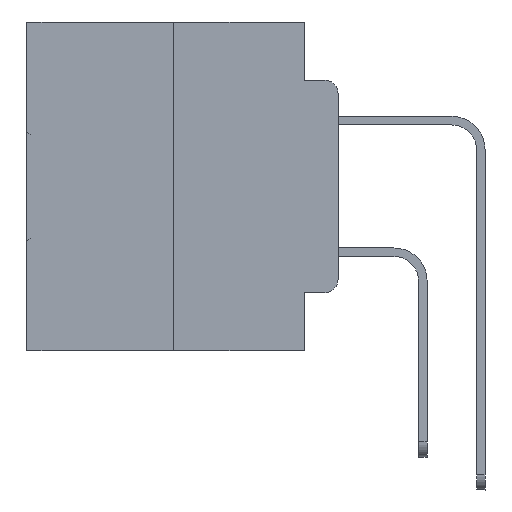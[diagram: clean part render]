
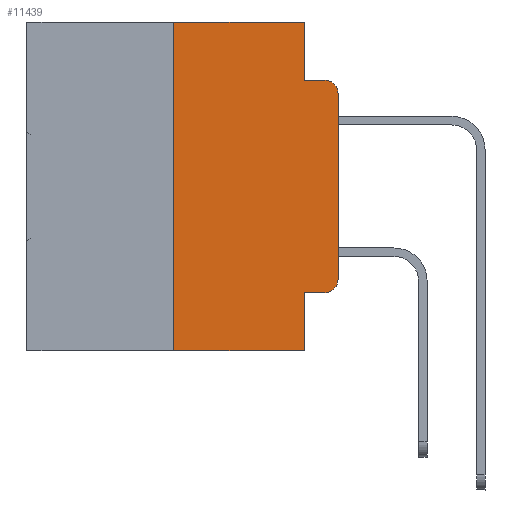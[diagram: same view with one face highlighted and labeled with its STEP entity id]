
A CAD part, left-side view. The second image highlights one B-rep face of the part: STEP entity #11439.
In plain terms, the highlighted planar face has unit normal (-1, 0, 0).
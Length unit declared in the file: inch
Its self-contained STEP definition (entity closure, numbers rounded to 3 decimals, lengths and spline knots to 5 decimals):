
#266 = VECTOR ( 'NONE', #26372, 39.37008 ) ;
#464 = CARTESIAN_POINT ( 'NONE',  ( 0., 0., -0.3915 ) ) ;
#1643 = VERTEX_POINT ( 'NONE', #26765 ) ;
#2528 = CARTESIAN_POINT ( 'NONE',  ( 0., 0.051, -0.0885 ) ) ;
#2529 = CARTESIAN_POINT ( 'NONE',  ( 0., 0., -0.1085 ) ) ;
#2859 = VECTOR ( 'NONE', #12472, 39.37008 ) ;
#3343 = EDGE_CURVE ( 'NONE', #27869, #15267, #26388, .T. ) ;
#3371 = CARTESIAN_POINT ( 'NONE',  ( 0., 0.02, -0.4115 ) ) ;
#4051 = DIRECTION ( 'NONE',  ( 0., 0., -1. ) ) ;
#4171 = CARTESIAN_POINT ( 'NONE',  ( 0., 0.25, -0.5 ) ) ;
#4279 = ORIENTED_EDGE ( 'NONE', *, *, #9129, .F. ) ;
#4283 = AXIS2_PLACEMENT_3D ( 'NONE', #6293, #16430, #5944 ) ;
#5007 = AXIS2_PLACEMENT_3D ( 'NONE', #32225, #16617, #31886 ) ;
#5619 = ORIENTED_EDGE ( 'NONE', *, *, #26796, .F. ) ;
#5750 = VERTEX_POINT ( 'NONE', #18231 ) ;
#5944 = DIRECTION ( 'NONE',  ( 0., 0., -1. ) ) ;
#6020 = ORIENTED_EDGE ( 'NONE', *, *, #20686, .T. ) ;
#6239 = VECTOR ( 'NONE', #10433, 39.37008 ) ;
#6293 = CARTESIAN_POINT ( 'NONE',  ( 0., 0.02, -0.3915 ) ) ;
#6576 = ORIENTED_EDGE ( 'NONE', *, *, #12656, .T. ) ;
#6968 = PLANE ( 'NONE',  #33439 ) ;
#7638 = CARTESIAN_POINT ( 'NONE',  ( 0., 0., 0. ) ) ;
#7752 = ORIENTED_EDGE ( 'NONE', *, *, #3343, .F. ) ;
#8758 = CARTESIAN_POINT ( 'NONE',  ( 0., 0.051, 0. ) ) ;
#8940 = EDGE_CURVE ( 'NONE', #12434, #15267, #28038, .T. ) ;
#9079 = VECTOR ( 'NONE', #29206, 39.37008 ) ;
#9129 = EDGE_CURVE ( 'NONE', #13910, #27869, #28255, .T. ) ;
#9165 = DIRECTION ( 'NONE',  ( 0., -1., 0. ) ) ;
#9764 = CARTESIAN_POINT ( 'NONE',  ( 0., 0.051, -0.0885 ) ) ;
#9949 = VERTEX_POINT ( 'NONE', #4171 ) ;
#10433 = DIRECTION ( 'NONE',  ( 0., -1., 0. ) ) ;
#11439 = ADVANCED_FACE ( 'NONE', ( #28077 ), #6968, .F. ) ;
#11748 = CARTESIAN_POINT ( 'NONE',  ( 0., 0.25, 0. ) ) ;
#12078 = LINE ( 'NONE', #22053, #23162 ) ;
#12434 = VERTEX_POINT ( 'NONE', #2529 ) ;
#12472 = DIRECTION ( 'NONE',  ( 0., 0., -1. ) ) ;
#12656 = EDGE_CURVE ( 'NONE', #25711, #23872, #29863, .T. ) ;
#13910 = VERTEX_POINT ( 'NONE', #8758 ) ;
#13966 = ORIENTED_EDGE ( 'NONE', *, *, #24834, .T. ) ;
#14106 = VECTOR ( 'NONE', #26871, 39.37008 ) ;
#14720 = CARTESIAN_POINT ( 'NONE',  ( 0., 0.051, 0. ) ) ;
#14876 = CARTESIAN_POINT ( 'NONE',  ( 0., 0.473, 0. ) ) ;
#15267 = VERTEX_POINT ( 'NONE', #23962 ) ;
#16430 = DIRECTION ( 'NONE',  ( -1., 0., 0. ) ) ;
#16617 = DIRECTION ( 'NONE',  ( -1., 0., 0. ) ) ;
#17538 = VERTEX_POINT ( 'NONE', #17713 ) ;
#17713 = CARTESIAN_POINT ( 'NONE',  ( 0., 0.051, -0.4115 ) ) ;
#18231 = CARTESIAN_POINT ( 'NONE',  ( 0., 0.25, 0. ) ) ;
#18263 = LINE ( 'NONE', #23896, #9079 ) ;
#18842 = LINE ( 'NONE', #29283, #266 ) ;
#20002 = LINE ( 'NONE', #24971, #20093 ) ;
#20093 = VECTOR ( 'NONE', #25138, 39.37008 ) ;
#20411 = ORIENTED_EDGE ( 'NONE', *, *, #32391, .T. ) ;
#20686 = EDGE_CURVE ( 'NONE', #9949, #1643, #12078, .T. ) ;
#20711 = LINE ( 'NONE', #7638, #20856 ) ;
#20856 = VECTOR ( 'NONE', #26171, 39.37008 ) ;
#22053 = CARTESIAN_POINT ( 'NONE',  ( 0., 0.473, -0.5 ) ) ;
#22582 = EDGE_CURVE ( 'NONE', #17538, #1643, #18842, .T. ) ;
#23162 = VECTOR ( 'NONE', #9165, 39.37008 ) ;
#23872 = VERTEX_POINT ( 'NONE', #464 ) ;
#23896 = CARTESIAN_POINT ( 'NONE',  ( 0., 0.051, -0.4115 ) ) ;
#23962 = CARTESIAN_POINT ( 'NONE',  ( 0., 0.02, -0.0885 ) ) ;
#24834 = EDGE_CURVE ( 'NONE', #17538, #25711, #18263, .T. ) ;
#24971 = CARTESIAN_POINT ( 'NONE',  ( 0., 0.473, 0. ) ) ;
#25002 = DIRECTION ( 'NONE',  ( 1., 0., 0. ) ) ;
#25138 = DIRECTION ( 'NONE',  ( 0., -1., 0. ) ) ;
#25711 = VERTEX_POINT ( 'NONE', #3371 ) ;
#25874 = ORIENTED_EDGE ( 'NONE', *, *, #22582, .F. ) ;
#26079 = EDGE_LOOP ( 'NONE', ( #20411, #26087, #7752, #4279, #5619, #29016, #6020, #25874, #13966, #6576 ) ) ;
#26087 = ORIENTED_EDGE ( 'NONE', *, *, #8940, .T. ) ;
#26171 = DIRECTION ( 'NONE',  ( 0., 0., 1. ) ) ;
#26179 = LINE ( 'NONE', #11748, #14106 ) ;
#26372 = DIRECTION ( 'NONE',  ( 0., 0., -1. ) ) ;
#26388 = LINE ( 'NONE', #2528, #6239 ) ;
#26765 = CARTESIAN_POINT ( 'NONE',  ( 0., 0.051, -0.5 ) ) ;
#26796 = EDGE_CURVE ( 'NONE', #5750, #13910, #20002, .T. ) ;
#26871 = DIRECTION ( 'NONE',  ( 0., 0., 1. ) ) ;
#27869 = VERTEX_POINT ( 'NONE', #9764 ) ;
#28038 = CIRCLE ( 'NONE', #5007, 0.02 ) ;
#28077 = FACE_OUTER_BOUND ( 'NONE', #26079, .T. ) ;
#28255 = LINE ( 'NONE', #14720, #2859 ) ;
#28480 = EDGE_CURVE ( 'NONE', #9949, #5750, #26179, .T. ) ;
#29016 = ORIENTED_EDGE ( 'NONE', *, *, #28480, .F. ) ;
#29206 = DIRECTION ( 'NONE',  ( 0., -1., 0. ) ) ;
#29283 = CARTESIAN_POINT ( 'NONE',  ( 0., 0.051, 0. ) ) ;
#29863 = CIRCLE ( 'NONE', #4283, 0.02 ) ;
#31886 = DIRECTION ( 'NONE',  ( 0., 0., -1. ) ) ;
#32225 = CARTESIAN_POINT ( 'NONE',  ( 0., 0.02, -0.1085 ) ) ;
#32391 = EDGE_CURVE ( 'NONE', #23872, #12434, #20711, .T. ) ;
#33439 = AXIS2_PLACEMENT_3D ( 'NONE', #14876, #25002, #4051 ) ;
